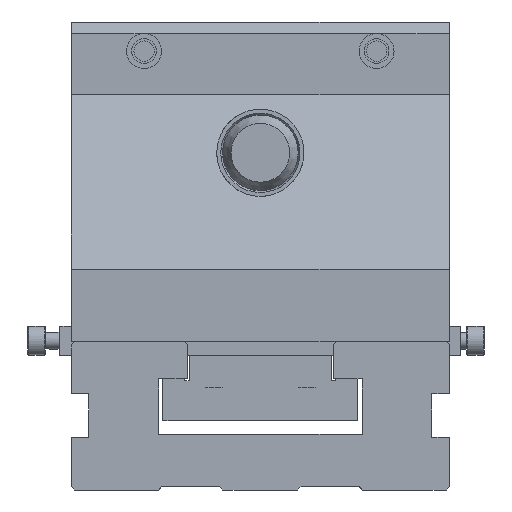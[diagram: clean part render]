
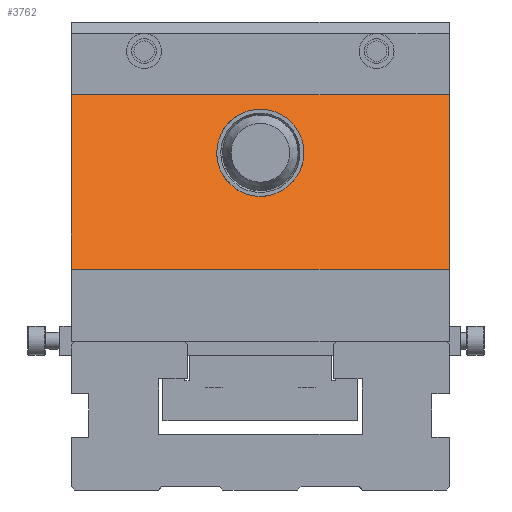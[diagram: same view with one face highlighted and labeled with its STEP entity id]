
A CAD part, left-side view. The second image highlights one B-rep face of the part: STEP entity #3762.
In plain terms, the highlighted planar face has unit normal (-0.832, 0, 0.555).
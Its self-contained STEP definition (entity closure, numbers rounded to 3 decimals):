
#231=ELLIPSE('',#14844,18.028,15.);
#1582=LINE('',#22352,#2728);
#1602=LINE('',#22387,#2748);
#1613=LINE('',#22411,#2759);
#1647=LINE('',#22484,#2793);
#2728=VECTOR('',#17304,1.);
#2748=VECTOR('',#17328,1.);
#2759=VECTOR('',#17351,1.);
#2793=VECTOR('',#17405,1.);
#3762=ADVANCED_FACE('',(#5136,#5137),#4517,.T.);
#4517=PLANE('',#14845);
#5136=FACE_BOUND('',#6089,.T.);
#5137=FACE_BOUND('',#6090,.T.);
#6089=EDGE_LOOP('',(#8424));
#6090=EDGE_LOOP('',(#8425,#8426,#8427,#8428));
#8424=ORIENTED_EDGE('',*,*,#12665,.F.);
#8425=ORIENTED_EDGE('',*,*,#12592,.F.);
#8426=ORIENTED_EDGE('',*,*,#12664,.T.);
#8427=ORIENTED_EDGE('',*,*,#12612,.F.);
#8428=ORIENTED_EDGE('',*,*,#12625,.F.);
#11081=VERTEX_POINT('',#22351);
#11082=VERTEX_POINT('',#22353);
#11094=VERTEX_POINT('',#22386);
#11095=VERTEX_POINT('',#22388);
#11131=VERTEX_POINT('',#22487);
#12592=EDGE_CURVE('',#11081,#11082,#1582,.T.);
#12612=EDGE_CURVE('',#11094,#11095,#1602,.T.);
#12625=EDGE_CURVE('',#11082,#11094,#1613,.T.);
#12664=EDGE_CURVE('',#11081,#11095,#1647,.T.);
#12665=EDGE_CURVE('',#11131,#11131,#231,.T.);
#14844=AXIS2_PLACEMENT_3D('',#22486,#17408,#17409);
#14845=AXIS2_PLACEMENT_3D('',#22488,#17410,#17411);
#17304=DIRECTION('',(-0.555,0.,-0.832));
#17328=DIRECTION('',(0.555,0.,0.832));
#17351=DIRECTION('',(0.,1.,0.));
#17405=DIRECTION('',(0.,1.,0.));
#17408=DIRECTION('',(-0.832,0.,0.555));
#17409=DIRECTION('',(-0.555,0.,-0.832));
#17410=DIRECTION('',(-0.832,0.,0.555));
#17411=DIRECTION('',(0.555,0.,0.832));
#22351=CARTESIAN_POINT('',(172.95,0.,146.8));
#22352=CARTESIAN_POINT('',(142.335,0.,100.877));
#22353=CARTESIAN_POINT('',(132.95,0.,86.8));
#22386=CARTESIAN_POINT('',(132.95,130.,86.8));
#22387=CARTESIAN_POINT('',(142.335,130.,100.877));
#22388=CARTESIAN_POINT('',(172.95,130.,146.8));
#22411=CARTESIAN_POINT('',(132.95,130.,86.8));
#22484=CARTESIAN_POINT('',(172.95,-494999.963,146.8));
#22486=CARTESIAN_POINT('',(159.617,65.,126.8));
#22487=CARTESIAN_POINT('',(149.617,65.,111.8));
#22488=CARTESIAN_POINT('',(132.95,65.,86.8));
